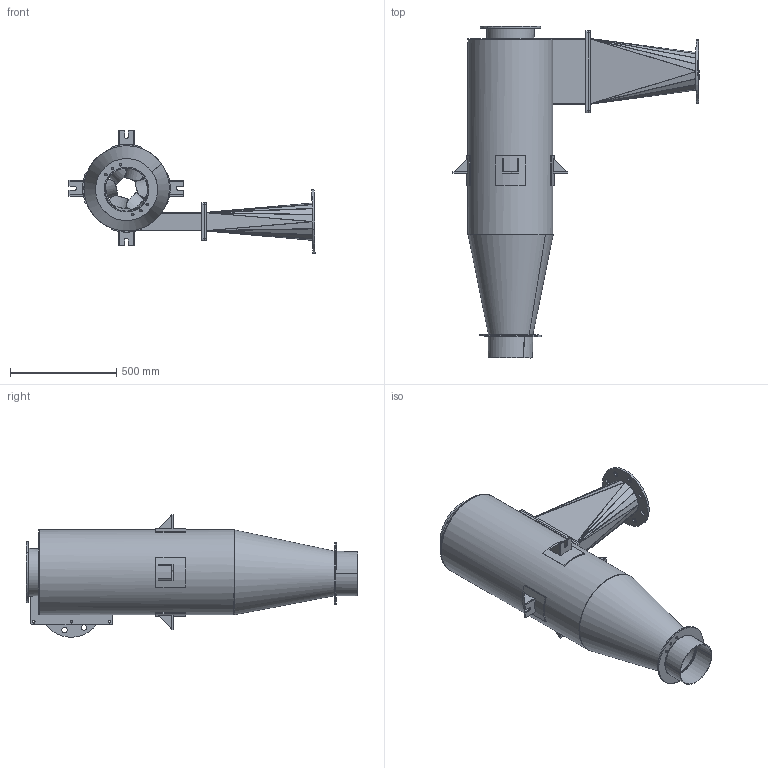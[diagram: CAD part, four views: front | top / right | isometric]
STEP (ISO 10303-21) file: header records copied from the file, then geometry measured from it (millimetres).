
FILE_DESCRIPTION (( 'STEP AP214' ), '1' );
FILE_NAME ('Cyclone.STEP', '2026-01-01T21:52:54', ( '' ), ( '' ), 'SwSTEP 2.0', 'SolidWorks 2022', '' );
FILE_SCHEMA (( 'AUTOMOTIVE_DESIGN' ));
Length unit declared in the file: millimetre
Products named in the file (19): Part 16; Part 12; Part 7; Part 8; Part 9; Part 3; Part 14; Part 2; Part 10; Part 1; Part 11; Part 15; Cyclone; Part 13; Part 4; Part 6; Part 17; Part 18; Part 5
Assembly tree (38 placements, depth 2):
  Cyclone
    Part 1
    Part 10
    Part 11  x4
    Part 12  x4
    Part 13  x8
    Part 14
    Part 15  x2
    Part 16
    Part 17
    Part 2
    Part 3
    Part 4
    Part 5  x2
    Part 6
    Part 7
    Part 8
    Part 9
    Part 18  x6
Bounding box: 1156.26 x 1560.2 x 574.96 mm (x, y, z)
Volume: 8141390.1 mm3; surface area: 5903879.5 mm2
Topology: 44 solids, 44 shells, 603 faces, 1393 edges, 878 vertices
Faces by surface type: plane 350, cylinder 187, bspline 66
Entity records: 15115 total; most frequent: CARTESIAN_POINT 5643, DIRECTION 1794, ORIENTED_EDGE 1736, EDGE_CURVE 868, AXIS2_PLACEMENT_3D 623, VECTOR 548, LINE 548, VERTEX_POINT 528
